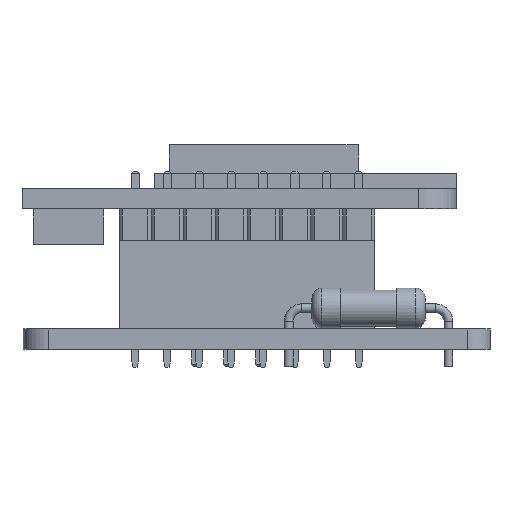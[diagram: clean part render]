
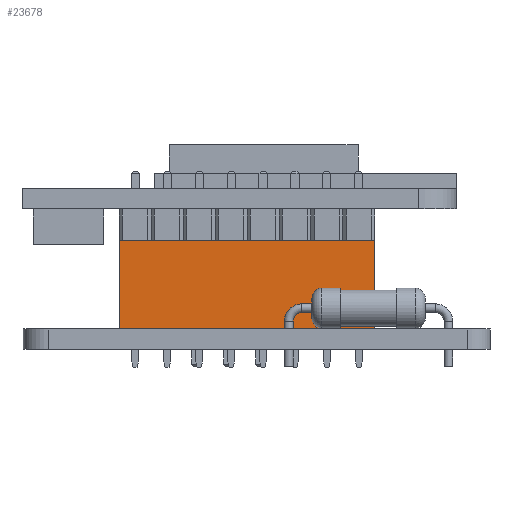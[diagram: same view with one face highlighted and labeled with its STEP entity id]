
A CAD part, left-side view. The second image highlights one B-rep face of the part: STEP entity #23678.
In plain terms, the highlighted face is planar.
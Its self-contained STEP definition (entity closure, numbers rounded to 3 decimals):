
#23678 = ADVANCED_FACE('',(#23679),#23693,.F.);
#23679 = FACE_BOUND('',#23680,.F.);
#23680 = EDGE_LOOP('',(#23681,#23716,#23744,#23772));
#23681 = ORIENTED_EDGE('',*,*,#23682,.T.);
#23682 = EDGE_CURVE('',#23683,#23685,#23687,.T.);
#23683 = VERTEX_POINT('',#23684);
#23684 = CARTESIAN_POINT('',(1.27,-19.05,0.));
#23685 = VERTEX_POINT('',#23686);
#23686 = CARTESIAN_POINT('',(1.27,-19.05,7.));
#23687 = SURFACE_CURVE('',#23688,(#23692,#23704),.PCURVE_S1.);
#23688 = LINE('',#23689,#23690);
#23689 = CARTESIAN_POINT('',(1.27,-19.05,0.));
#23690 = VECTOR('',#23691,1.);
#23691 = DIRECTION('',(0.,0.,1.));
#23692 = PCURVE('',#23693,#23698);
#23693 = PLANE('',#23694);
#23694 = AXIS2_PLACEMENT_3D('',#23695,#23696,#23697);
#23695 = CARTESIAN_POINT('',(1.27,-19.05,0.));
#23696 = DIRECTION('',(-1.,0.,0.));
#23697 = DIRECTION('',(0.,1.,0.));
#23698 = DEFINITIONAL_REPRESENTATION('',(#23699),#23703);
#23699 = LINE('',#23700,#23701);
#23700 = CARTESIAN_POINT('',(0.,0.));
#23701 = VECTOR('',#23702,1.);
#23702 = DIRECTION('',(0.,-1.));
#23703 = ( GEOMETRIC_REPRESENTATION_CONTEXT(2) 
PARAMETRIC_REPRESENTATION_CONTEXT() REPRESENTATION_CONTEXT('2D SPACE',''
  ) );
#23704 = PCURVE('',#23705,#23710);
#23705 = PLANE('',#23706);
#23706 = AXIS2_PLACEMENT_3D('',#23707,#23708,#23709);
#23707 = CARTESIAN_POINT('',(-1.27,-19.05,0.));
#23708 = DIRECTION('',(0.,1.,0.));
#23709 = DIRECTION('',(1.,0.,0.));
#23710 = DEFINITIONAL_REPRESENTATION('',(#23711),#23715);
#23711 = LINE('',#23712,#23713);
#23712 = CARTESIAN_POINT('',(2.54,0.));
#23713 = VECTOR('',#23714,1.);
#23714 = DIRECTION('',(0.,-1.));
#23715 = ( GEOMETRIC_REPRESENTATION_CONTEXT(2) 
PARAMETRIC_REPRESENTATION_CONTEXT() REPRESENTATION_CONTEXT('2D SPACE',''
  ) );
#23716 = ORIENTED_EDGE('',*,*,#23717,.T.);
#23717 = EDGE_CURVE('',#23685,#23718,#23720,.T.);
#23718 = VERTEX_POINT('',#23719);
#23719 = CARTESIAN_POINT('',(1.27,1.27,7.));
#23720 = SURFACE_CURVE('',#23721,(#23725,#23732),.PCURVE_S1.);
#23721 = LINE('',#23722,#23723);
#23722 = CARTESIAN_POINT('',(1.27,-19.05,7.));
#23723 = VECTOR('',#23724,1.);
#23724 = DIRECTION('',(0.,1.,0.));
#23725 = PCURVE('',#23693,#23726);
#23726 = DEFINITIONAL_REPRESENTATION('',(#23727),#23731);
#23727 = LINE('',#23728,#23729);
#23728 = CARTESIAN_POINT('',(0.,-7.));
#23729 = VECTOR('',#23730,1.);
#23730 = DIRECTION('',(1.,0.));
#23731 = ( GEOMETRIC_REPRESENTATION_CONTEXT(2) 
PARAMETRIC_REPRESENTATION_CONTEXT() REPRESENTATION_CONTEXT('2D SPACE',''
  ) );
#23732 = PCURVE('',#23733,#23738);
#23733 = PLANE('',#23734);
#23734 = AXIS2_PLACEMENT_3D('',#23735,#23736,#23737);
#23735 = CARTESIAN_POINT('',(1.27,-19.05,7.));
#23736 = DIRECTION('',(0.,0.,-1.));
#23737 = DIRECTION('',(0.,-1.,0.));
#23738 = DEFINITIONAL_REPRESENTATION('',(#23739),#23743);
#23739 = LINE('',#23740,#23741);
#23740 = CARTESIAN_POINT('',(0.,0.));
#23741 = VECTOR('',#23742,1.);
#23742 = DIRECTION('',(-1.,0.));
#23743 = ( GEOMETRIC_REPRESENTATION_CONTEXT(2) 
PARAMETRIC_REPRESENTATION_CONTEXT() REPRESENTATION_CONTEXT('2D SPACE',''
  ) );
#23744 = ORIENTED_EDGE('',*,*,#23745,.F.);
#23745 = EDGE_CURVE('',#23746,#23718,#23748,.T.);
#23746 = VERTEX_POINT('',#23747);
#23747 = CARTESIAN_POINT('',(1.27,1.27,0.));
#23748 = SURFACE_CURVE('',#23749,(#23753,#23760),.PCURVE_S1.);
#23749 = LINE('',#23750,#23751);
#23750 = CARTESIAN_POINT('',(1.27,1.27,0.));
#23751 = VECTOR('',#23752,1.);
#23752 = DIRECTION('',(0.,0.,1.));
#23753 = PCURVE('',#23693,#23754);
#23754 = DEFINITIONAL_REPRESENTATION('',(#23755),#23759);
#23755 = LINE('',#23756,#23757);
#23756 = CARTESIAN_POINT('',(20.32,0.));
#23757 = VECTOR('',#23758,1.);
#23758 = DIRECTION('',(0.,-1.));
#23759 = ( GEOMETRIC_REPRESENTATION_CONTEXT(2) 
PARAMETRIC_REPRESENTATION_CONTEXT() REPRESENTATION_CONTEXT('2D SPACE',''
  ) );
#23760 = PCURVE('',#23761,#23766);
#23761 = PLANE('',#23762);
#23762 = AXIS2_PLACEMENT_3D('',#23763,#23764,#23765);
#23763 = CARTESIAN_POINT('',(1.27,1.27,0.));
#23764 = DIRECTION('',(0.,-1.,0.));
#23765 = DIRECTION('',(-1.,0.,0.));
#23766 = DEFINITIONAL_REPRESENTATION('',(#23767),#23771);
#23767 = LINE('',#23768,#23769);
#23768 = CARTESIAN_POINT('',(0.,0.));
#23769 = VECTOR('',#23770,1.);
#23770 = DIRECTION('',(0.,-1.));
#23771 = ( GEOMETRIC_REPRESENTATION_CONTEXT(2) 
PARAMETRIC_REPRESENTATION_CONTEXT() REPRESENTATION_CONTEXT('2D SPACE',''
  ) );
#23772 = ORIENTED_EDGE('',*,*,#23773,.F.);
#23773 = EDGE_CURVE('',#23683,#23746,#23774,.T.);
#23774 = SURFACE_CURVE('',#23775,(#23779,#23786),.PCURVE_S1.);
#23775 = LINE('',#23776,#23777);
#23776 = CARTESIAN_POINT('',(1.27,-19.05,0.));
#23777 = VECTOR('',#23778,1.);
#23778 = DIRECTION('',(0.,1.,0.));
#23779 = PCURVE('',#23693,#23780);
#23780 = DEFINITIONAL_REPRESENTATION('',(#23781),#23785);
#23781 = LINE('',#23782,#23783);
#23782 = CARTESIAN_POINT('',(0.,0.));
#23783 = VECTOR('',#23784,1.);
#23784 = DIRECTION('',(1.,0.));
#23785 = ( GEOMETRIC_REPRESENTATION_CONTEXT(2) 
PARAMETRIC_REPRESENTATION_CONTEXT() REPRESENTATION_CONTEXT('2D SPACE',''
  ) );
#23786 = PCURVE('',#23787,#23792);
#23787 = PLANE('',#23788);
#23788 = AXIS2_PLACEMENT_3D('',#23789,#23790,#23791);
#23789 = CARTESIAN_POINT('',(1.27,-19.05,0.));
#23790 = DIRECTION('',(0.,0.,-1.));
#23791 = DIRECTION('',(0.,-1.,0.));
#23792 = DEFINITIONAL_REPRESENTATION('',(#23793),#23797);
#23793 = LINE('',#23794,#23795);
#23794 = CARTESIAN_POINT('',(0.,0.));
#23795 = VECTOR('',#23796,1.);
#23796 = DIRECTION('',(-1.,0.));
#23797 = ( GEOMETRIC_REPRESENTATION_CONTEXT(2) 
PARAMETRIC_REPRESENTATION_CONTEXT() REPRESENTATION_CONTEXT('2D SPACE',''
  ) );
